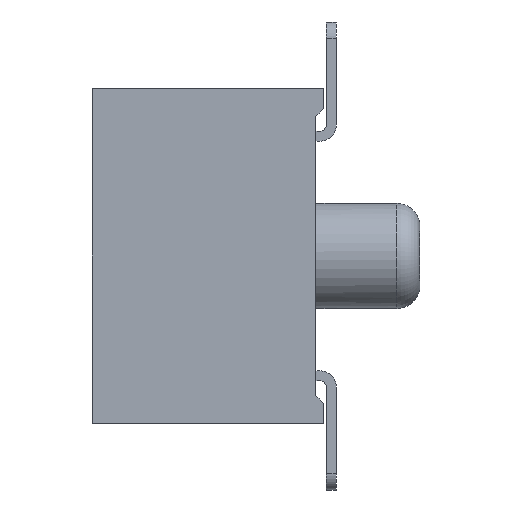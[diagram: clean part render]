
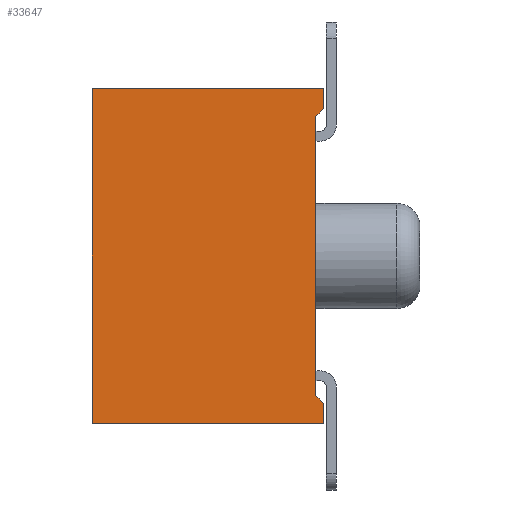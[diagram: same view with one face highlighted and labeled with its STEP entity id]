
A CAD part, front view. The second image highlights one B-rep face of the part: STEP entity #33647.
In plain terms, the highlighted planar face has unit normal (0, -1, 0).
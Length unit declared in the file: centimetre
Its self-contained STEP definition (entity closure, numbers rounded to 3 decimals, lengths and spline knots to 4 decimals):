
#2065=FACE_OUTER_BOUND('',#4081,.T.);
#4081=EDGE_LOOP('',(#22719,#22720,#22721,#22722,#22723,#22724,#22725,#22726));
#6529=LINE('',#50305,#10329);
#6530=LINE('',#50307,#10330);
#6531=LINE('',#50309,#10331);
#6532=LINE('',#50311,#10332);
#6533=LINE('',#50313,#10333);
#6534=LINE('',#50315,#10334);
#6535=LINE('',#50317,#10335);
#6536=LINE('',#50318,#10336);
#10329=VECTOR('',#39755,0.351);
#10330=VECTOR('',#39756,0.508);
#10331=VECTOR('',#39757,0.351);
#10332=VECTOR('',#39758,0.0305);
#10333=VECTOR('',#39759,0.0156);
#10334=VECTOR('',#39760,0.425);
#10335=VECTOR('',#39761,0.0156);
#10336=VECTOR('',#39762,0.0305);
#13981=VERTEX_POINT('',#50303);
#13982=VERTEX_POINT('',#50304);
#13983=VERTEX_POINT('',#50306);
#13984=VERTEX_POINT('',#50308);
#13985=VERTEX_POINT('',#50310);
#13986=VERTEX_POINT('',#50312);
#13987=VERTEX_POINT('',#50314);
#13988=VERTEX_POINT('',#50316);
#17275=EDGE_CURVE('',#13981,#13982,#6529,.T.);
#17276=EDGE_CURVE('',#13983,#13981,#6530,.T.);
#17277=EDGE_CURVE('',#13984,#13983,#6531,.T.);
#17278=EDGE_CURVE('',#13985,#13984,#6532,.T.);
#17279=EDGE_CURVE('',#13986,#13985,#6533,.T.);
#17280=EDGE_CURVE('',#13987,#13986,#6534,.T.);
#17281=EDGE_CURVE('',#13988,#13987,#6535,.T.);
#17282=EDGE_CURVE('',#13982,#13988,#6536,.T.);
#22719=ORIENTED_EDGE('',*,*,#17275,.F.);
#22720=ORIENTED_EDGE('',*,*,#17276,.F.);
#22721=ORIENTED_EDGE('',*,*,#17277,.F.);
#22722=ORIENTED_EDGE('',*,*,#17278,.F.);
#22723=ORIENTED_EDGE('',*,*,#17279,.F.);
#22724=ORIENTED_EDGE('',*,*,#17280,.F.);
#22725=ORIENTED_EDGE('',*,*,#17281,.F.);
#22726=ORIENTED_EDGE('',*,*,#17282,.F.);
#32145=PLANE('',#35683);
#33647=ADVANCED_FACE('',(#2065),#32145,.F.);
#35683=AXIS2_PLACEMENT_3D('',#50302,#39753,#39754);
#39753=DIRECTION('center_axis',(0.,1.,0.));
#39754=DIRECTION('ref_axis',(0.,0.,-1.));
#39755=DIRECTION('',(1.,0.,0.));
#39756=DIRECTION('',(0.,0.,1.));
#39757=DIRECTION('',(-1.,0.,0.));
#39758=DIRECTION('',(0.,0.,-1.));
#39759=DIRECTION('',(0.707,0.,-0.707));
#39760=DIRECTION('',(0.,0.,-1.));
#39761=DIRECTION('',(-0.707,0.,-0.707));
#39762=DIRECTION('',(0.,0.,-1.));
#50302=CARTESIAN_POINT('Origin',(0.,0.,0.));
#50303=CARTESIAN_POINT('',(-0.351,0.,0.254));
#50304=CARTESIAN_POINT('',(0.,0.,0.254));
#50305=CARTESIAN_POINT('',(-0.351,0.,0.254));
#50306=CARTESIAN_POINT('',(-0.351,0.,-0.254));
#50307=CARTESIAN_POINT('',(-0.351,0.,-0.254));
#50308=CARTESIAN_POINT('',(0.,0.,-0.254));
#50309=CARTESIAN_POINT('',(0.,0.,-0.254));
#50310=CARTESIAN_POINT('',(0.,0.,-0.2235));
#50311=CARTESIAN_POINT('',(0.,0.,-0.2235));
#50312=CARTESIAN_POINT('',(-0.011,0.,-0.2125));
#50313=CARTESIAN_POINT('',(-0.011,0.,-0.2125));
#50314=CARTESIAN_POINT('',(-0.011,0.,0.2125));
#50315=CARTESIAN_POINT('',(-0.011,0.,0.2125));
#50316=CARTESIAN_POINT('',(0.,0.,0.2235));
#50317=CARTESIAN_POINT('',(0.,0.,0.2235));
#50318=CARTESIAN_POINT('',(0.,0.,0.254));
